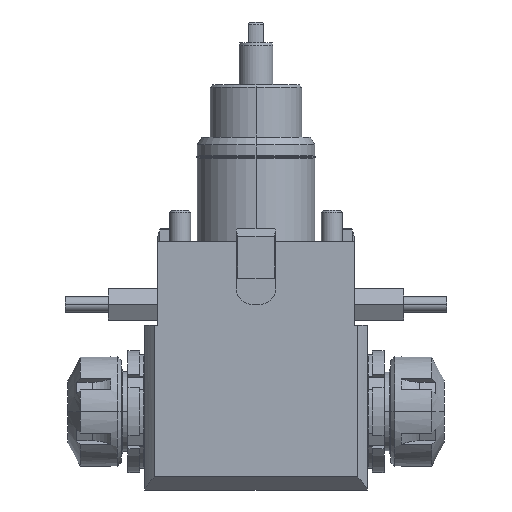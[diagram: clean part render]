
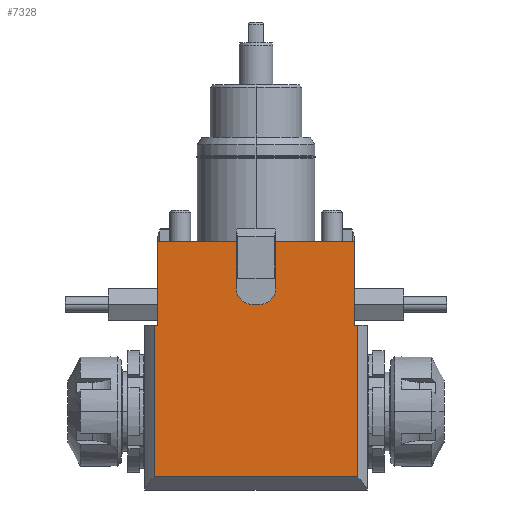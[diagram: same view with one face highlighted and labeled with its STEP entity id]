
A CAD part, front view. The second image highlights one B-rep face of the part: STEP entity #7328.
In plain terms, the highlighted planar face has unit normal (0, -1, 0).
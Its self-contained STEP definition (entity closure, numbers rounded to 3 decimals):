
#38=CARTESIAN_POINT('',(38.856,-37.5,-90.));
#39=VERTEX_POINT('',#38);
#47=CARTESIAN_POINT('',(-38.856,-37.5,-90.));
#48=VERTEX_POINT('',#47);
#49=CARTESIAN_POINT('',(38.856,-37.5,-90.));
#50=DIRECTION('',(-1.,0.,0.));
#51=VECTOR('',#50,77.711);
#52=LINE('',#49,#51);
#53=EDGE_CURVE('',#39,#48,#52,.T.);
#180=CARTESIAN_POINT('',(37.5,-37.5,-32.));
#181=VERTEX_POINT('',#180);
#188=CARTESIAN_POINT('',(38.856,-37.5,-32.));
#189=VERTEX_POINT('',#188);
#190=CARTESIAN_POINT('',(38.856,-37.5,-32.));
#191=DIRECTION('',(-1.,0.,0.));
#192=VECTOR('',#191,1.356);
#193=LINE('',#190,#192);
#194=EDGE_CURVE('',#189,#181,#193,.T.);
#268=CARTESIAN_POINT('',(-37.5,-37.5,-32.));
#269=VERTEX_POINT('',#268);
#294=CARTESIAN_POINT('',(-38.856,-37.5,-32.));
#295=VERTEX_POINT('',#294);
#303=CARTESIAN_POINT('',(-37.5,-37.5,-32.));
#304=DIRECTION('',(-1.,0.,0.));
#305=VECTOR('',#304,1.356);
#306=LINE('',#303,#305);
#307=EDGE_CURVE('',#269,#295,#306,.T.);
#2523=CARTESIAN_POINT('',(-7.5,-37.5,0.));
#2524=VERTEX_POINT('',#2523);
#2531=CARTESIAN_POINT('',(-7.5,-37.5,-18.));
#2532=VERTEX_POINT('',#2531);
#2533=CARTESIAN_POINT('',(-7.5,-37.5,-18.));
#2534=DIRECTION('',(0.,0.,1.));
#2535=VECTOR('',#2534,18.);
#2536=LINE('',#2533,#2535);
#2537=EDGE_CURVE('',#2532,#2524,#2536,.T.);
#6889=CARTESIAN_POINT('',(-37.5,-37.5,0.));
#6890=VERTEX_POINT('',#6889);
#6897=CARTESIAN_POINT('',(-7.5,-37.5,0.));
#6898=DIRECTION('',(-1.,0.,0.));
#6899=VECTOR('',#6898,30.);
#6900=LINE('',#6897,#6899);
#6901=EDGE_CURVE('',#2524,#6890,#6900,.T.);
#6916=CARTESIAN_POINT('',(7.5,-37.5,0.));
#6917=VERTEX_POINT('',#6916);
#6924=CARTESIAN_POINT('',(37.5,-37.5,-0.));
#6925=VERTEX_POINT('',#6924);
#6926=CARTESIAN_POINT('',(37.5,-37.5,-0.));
#6927=DIRECTION('',(-1.,0.,0.));
#6928=VECTOR('',#6927,30.);
#6929=LINE('',#6926,#6928);
#6930=EDGE_CURVE('',#6925,#6917,#6929,.T.);
#7036=CARTESIAN_POINT('',(37.5,-37.5,-32.));
#7037=DIRECTION('',(0.,0.,1.));
#7038=VECTOR('',#7037,32.);
#7039=LINE('',#7036,#7038);
#7040=EDGE_CURVE('',#181,#6925,#7039,.T.);
#7097=CARTESIAN_POINT('',(-37.5,-37.5,0.));
#7098=DIRECTION('',(0.,0.,-1.));
#7099=VECTOR('',#7098,32.);
#7100=LINE('',#7097,#7099);
#7101=EDGE_CURVE('',#6890,#269,#7100,.T.);
#7210=CARTESIAN_POINT('',(-38.856,-37.5,-32.));
#7211=DIRECTION('',(0.,0.,-1.));
#7212=VECTOR('',#7211,58.);
#7213=LINE('',#7210,#7212);
#7214=EDGE_CURVE('',#295,#48,#7213,.T.);
#7274=CARTESIAN_POINT('',(42.5,-37.5,-95.));
#7275=DIRECTION('',(-0.,-1.,0.));
#7276=DIRECTION('',(0.,0.,1.));
#7277=AXIS2_PLACEMENT_3D('',#7274,#7275,#7276);
#7278=PLANE('',#7277);
#7279=ORIENTED_EDGE('',*,*,#7101,.T.);
#7280=ORIENTED_EDGE('',*,*,#307,.T.);
#7281=ORIENTED_EDGE('',*,*,#7214,.T.);
#7282=ORIENTED_EDGE('',*,*,#53,.F.);
#7283=CARTESIAN_POINT('',(38.856,-37.5,-90.));
#7284=DIRECTION('',(0.,0.,1.));
#7285=VECTOR('',#7284,58.);
#7286=LINE('',#7283,#7285);
#7287=EDGE_CURVE('',#39,#189,#7286,.T.);
#7288=ORIENTED_EDGE('',*,*,#7287,.T.);
#7289=ORIENTED_EDGE('',*,*,#194,.T.);
#7290=ORIENTED_EDGE('',*,*,#7040,.T.);
#7291=ORIENTED_EDGE('',*,*,#6930,.T.);
#7292=CARTESIAN_POINT('',(7.5,-37.5,-18.));
#7293=VERTEX_POINT('',#7292);
#7294=CARTESIAN_POINT('',(7.5,-37.5,0.));
#7295=DIRECTION('',(-0.,0.,-1.));
#7296=VECTOR('',#7295,18.);
#7297=LINE('',#7294,#7296);
#7298=EDGE_CURVE('',#6917,#7293,#7297,.T.);
#7299=ORIENTED_EDGE('',*,*,#7298,.T.);
#7300=CARTESIAN_POINT('',(1.5,-37.5,-24.));
#7301=VERTEX_POINT('',#7300);
#7302=CARTESIAN_POINT('',(1.5,-37.5,-18.));
#7303=DIRECTION('',(0.,1.,-0.));
#7304=DIRECTION('',(0.,-0.,-1.));
#7305=AXIS2_PLACEMENT_3D('',#7302,#7303,#7304);
#7306=CIRCLE('',#7305,6.);
#7307=EDGE_CURVE('',#7293,#7301,#7306,.T.);
#7308=ORIENTED_EDGE('',*,*,#7307,.T.);
#7309=CARTESIAN_POINT('',(-1.5,-37.5,-24.));
#7310=VERTEX_POINT('',#7309);
#7311=CARTESIAN_POINT('',(1.5,-37.5,-24.));
#7312=DIRECTION('',(-1.,0.,0.));
#7313=VECTOR('',#7312,3.);
#7314=LINE('',#7311,#7313);
#7315=EDGE_CURVE('',#7301,#7310,#7314,.T.);
#7316=ORIENTED_EDGE('',*,*,#7315,.T.);
#7317=CARTESIAN_POINT('',(-1.5,-37.5,-18.));
#7318=DIRECTION('',(0.,1.,-0.));
#7319=DIRECTION('',(-1.,0.,0.));
#7320=AXIS2_PLACEMENT_3D('',#7317,#7318,#7319);
#7321=CIRCLE('',#7320,6.);
#7322=EDGE_CURVE('',#7310,#2532,#7321,.T.);
#7323=ORIENTED_EDGE('',*,*,#7322,.T.);
#7324=ORIENTED_EDGE('',*,*,#2537,.T.);
#7325=ORIENTED_EDGE('',*,*,#6901,.T.);
#7326=EDGE_LOOP('',(#7279,#7280,#7281,#7282,#7288,#7289,#7290,#7291,#7299,#7308,#7316,#7323,#7324,#7325));
#7327=FACE_BOUND('',#7326,.T.);
#7328=ADVANCED_FACE('',(#7327),#7278,.T.);
